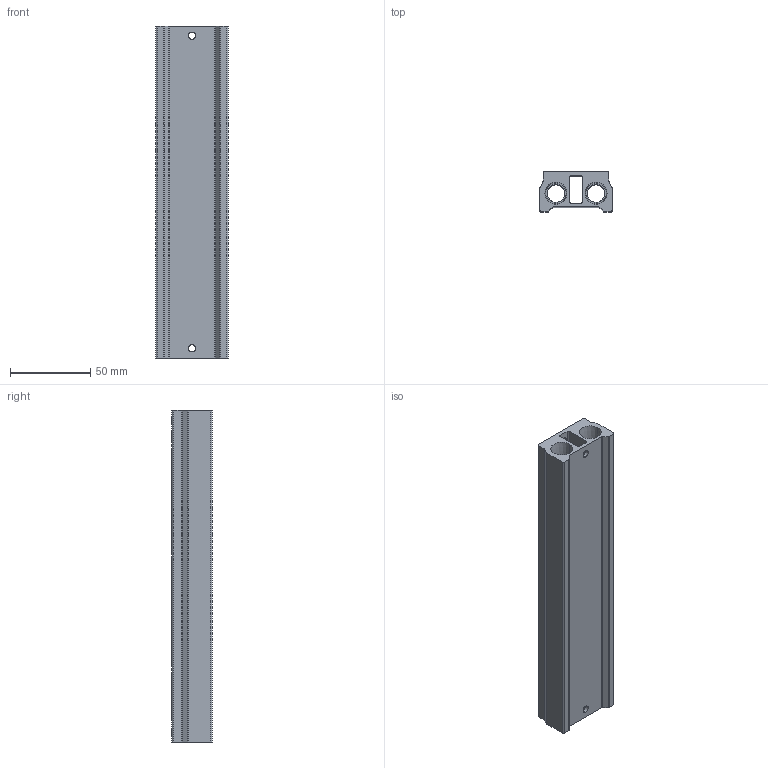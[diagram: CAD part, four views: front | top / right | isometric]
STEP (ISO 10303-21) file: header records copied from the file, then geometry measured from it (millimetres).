
FILE_DESCRIPTION (( 'STEP AP214' ), '1' );
FILE_NAME ('AM-328.step', '2016-07-27T15:07:52', ( '' ), ( '' ), 'SwSTEP 2.0', 'SolidWorks 2016', '' );
FILE_SCHEMA (( 'AUTOMOTIVE_DESIGN' ));
Length unit declared in the file: millimetre
Products named in the file (1): AM-328
Bounding box: 45 x 25 x 207 mm (x, y, z)
Volume: 124631.1 mm3; surface area: 57495.7 mm2
Topology: 1 solids, 1 shells, 184 faces, 546 edges, 336 vertices
Faces by surface type: cylinder 100, cone 62, plane 22
Entity records: 7716 total; most frequent: CARTESIAN_POINT 2539, ORIENTED_EDGE 1028, DIRECTION 972, EDGE_CURVE 514, AXIS2_PLACEMENT_3D 385, VERTEX_POINT 336, EDGE_LOOP 234, LINE 202
